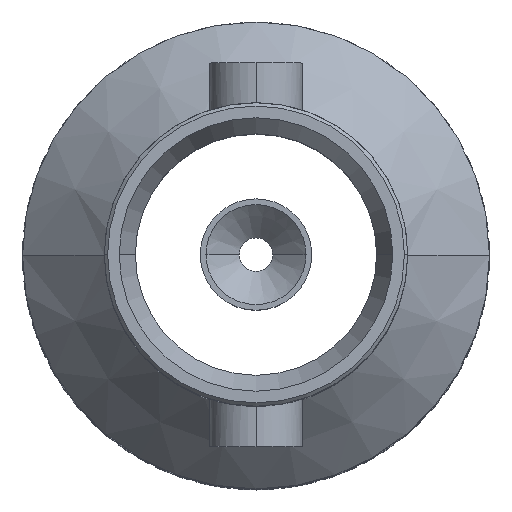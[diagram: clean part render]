
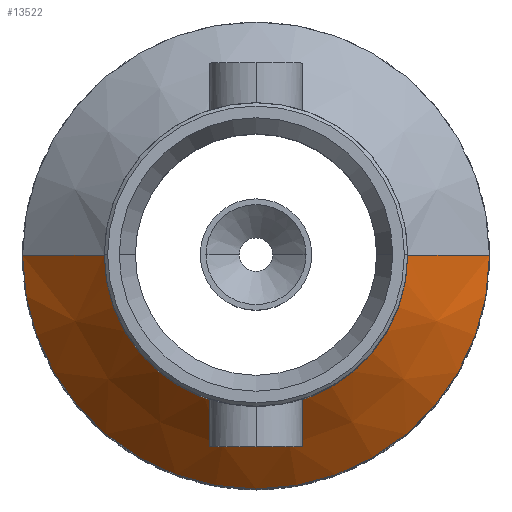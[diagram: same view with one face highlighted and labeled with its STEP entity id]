
A CAD part, top view. The second image highlights one B-rep face of the part: STEP entity #13522.
In plain terms, the highlighted conical face has half-angle 45 degrees and reference radius 3.5 mm.
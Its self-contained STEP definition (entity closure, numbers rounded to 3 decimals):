
#648 = CARTESIAN_POINT ( 'NONE',  ( 0., 0., 22.5 ) ) ;
#1642 = AXIS2_PLACEMENT_3D ( 'NONE', #85400, #23812, #51257 ) ;
#4044 = AXIS2_PLACEMENT_3D ( 'NONE', #76620, #21348, #64014 ) ;
#8305 = FACE_OUTER_BOUND ( 'NONE', #33044, .T. ) ;
#13522 = ADVANCED_FACE ( 'NONE', ( #8305 ), #85882, .T. ) ;
#15025 = DIRECTION ( 'NONE',  ( 0., 0., -1. ) ) ;
#19209 = DIRECTION ( 'NONE',  ( -0.707, 0., -0.707 ) ) ;
#19669 = EDGE_CURVE ( 'NONE', #45829, #71607, #28225, .T. ) ;
#21348 = DIRECTION ( 'NONE',  ( 0., 0., -1. ) ) ;
#21907 = EDGE_CURVE ( 'NONE', #71607, #78128, #54811, .T. ) ;
#23812 = DIRECTION ( 'NONE',  ( 0., 0., -1. ) ) ;
#26419 = CARTESIAN_POINT ( 'NONE',  ( -3.5, 0., 21.275 ) ) ;
#28225 = LINE ( 'NONE', #34108, #50133 ) ;
#28550 = DIRECTION ( 'NONE',  ( -1., 0., 0. ) ) ;
#33044 = EDGE_LOOP ( 'NONE', ( #57673, #57995, #70509, #47269 ) ) ;
#34108 = CARTESIAN_POINT ( 'NONE',  ( 3.5, 0., 21.275 ) ) ;
#34975 = CARTESIAN_POINT ( 'NONE',  ( 3.5, 0., 21.275 ) ) ;
#41909 = EDGE_CURVE ( 'NONE', #70884, #78128, #45778, .T. ) ;
#44728 = CIRCLE ( 'NONE', #60493, 2.275 ) ;
#45778 = LINE ( 'NONE', #60572, #47554 ) ;
#45829 = VERTEX_POINT ( 'NONE', #48102 ) ;
#47269 = ORIENTED_EDGE ( 'NONE', *, *, #21907, .F. ) ;
#47554 = VECTOR ( 'NONE', #19209, 1000. ) ;
#48102 = CARTESIAN_POINT ( 'NONE',  ( 2.275, 0., 22.5 ) ) ;
#50133 = VECTOR ( 'NONE', #83065, 1000. ) ;
#51257 = DIRECTION ( 'NONE',  ( -1., 0., 0. ) ) ;
#54811 = CIRCLE ( 'NONE', #1642, 3.5 ) ;
#57673 = ORIENTED_EDGE ( 'NONE', *, *, #19669, .F. ) ;
#57995 = ORIENTED_EDGE ( 'NONE', *, *, #79742, .T. ) ;
#60493 = AXIS2_PLACEMENT_3D ( 'NONE', #648, #15025, #28550 ) ;
#60572 = CARTESIAN_POINT ( 'NONE',  ( -3.5, 0., 21.275 ) ) ;
#64014 = DIRECTION ( 'NONE',  ( -1., 0., 0. ) ) ;
#69791 = CARTESIAN_POINT ( 'NONE',  ( -2.275, 0., 22.5 ) ) ;
#70509 = ORIENTED_EDGE ( 'NONE', *, *, #41909, .T. ) ;
#70884 = VERTEX_POINT ( 'NONE', #69791 ) ;
#71607 = VERTEX_POINT ( 'NONE', #34975 ) ;
#76620 = CARTESIAN_POINT ( 'NONE',  ( 0., 0., 21.275 ) ) ;
#78128 = VERTEX_POINT ( 'NONE', #26419 ) ;
#79742 = EDGE_CURVE ( 'NONE', #45829, #70884, #44728, .T. ) ;
#83065 = DIRECTION ( 'NONE',  ( 0.707, 0., -0.707 ) ) ;
#85400 = CARTESIAN_POINT ( 'NONE',  ( 0., 0., 21.275 ) ) ;
#85882 = CONICAL_SURFACE ( 'NONE', #4044, 3.5, 0.785 ) ;
